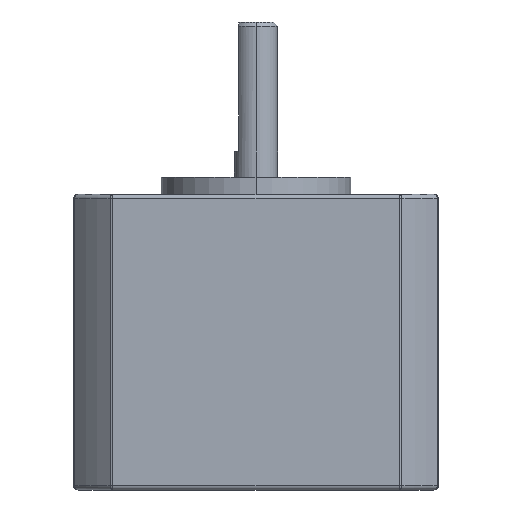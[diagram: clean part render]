
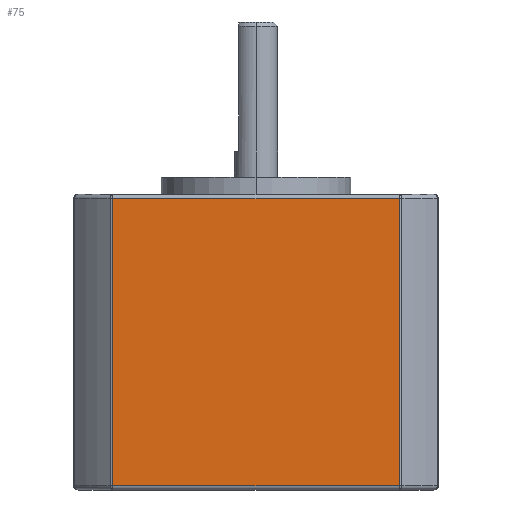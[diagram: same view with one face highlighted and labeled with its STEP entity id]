
A CAD part, left-side view. The second image highlights one B-rep face of the part: STEP entity #75.
In plain terms, the highlighted planar face has unit normal (-1, 0, 0).
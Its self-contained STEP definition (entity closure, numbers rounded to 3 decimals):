
#17 = EDGE_CURVE ( 'NONE', #301, #364, #394, .T. ) ;
#23 = EDGE_CURVE ( 'NONE', #365, #301, #399, .T. ) ;
#75 = ADVANCED_FACE ( 'NONE', ( #446 ), #1066, .F. ) ;
#113 = EDGE_CURVE ( 'NONE', #364, #350, #1834, .T. ) ;
#115 = EDGE_CURVE ( 'NONE', #350, #365, #1836, .T. ) ;
#151 = DIRECTION ( 'NONE',  ( 0., -1., 0. ) ) ;
#155 = CARTESIAN_POINT ( 'NONE',  ( -21.15, 16.783, 0.5 ) ) ;
#165 = CARTESIAN_POINT ( 'NONE',  ( -21.15, -16.608, 34.3 ) ) ;
#176 = DIRECTION ( 'NONE',  ( 0., 0., 1. ) ) ;
#301 = VERTEX_POINT ( 'NONE', #1147 ) ;
#350 = VERTEX_POINT ( 'NONE', #1196 ) ;
#364 = VERTEX_POINT ( 'NONE', #1210 ) ;
#365 = VERTEX_POINT ( 'NONE', #1211 ) ;
#394 = LINE ( 'NONE', #165, #1557 ) ;
#399 = LINE ( 'NONE', #155, #1658 ) ;
#446 = FACE_OUTER_BOUND ( 'NONE', #711, .T. ) ;
#557 = ORIENTED_EDGE ( 'NONE', *, *, #23, .T. ) ;
#558 = ORIENTED_EDGE ( 'NONE', *, *, #115, .T. ) ;
#568 = ORIENTED_EDGE ( 'NONE', *, *, #113, .T. ) ;
#571 = ORIENTED_EDGE ( 'NONE', *, *, #17, .T. ) ;
#711 = EDGE_LOOP ( 'NONE', ( #571, #568, #558, #557 ) ) ;
#925 = CARTESIAN_POINT ( 'NONE',  ( -21.15, 16.783, 33.8 ) ) ;
#926 = DIRECTION ( 'NONE',  ( 0., 1., 0. ) ) ;
#929 = CARTESIAN_POINT ( 'NONE',  ( -21.15, 16.608, 34.3 ) ) ;
#930 = DIRECTION ( 'NONE',  ( 0., 0., -1. ) ) ;
#1066 = PLANE ( 'NONE',  #1505 ) ;
#1067 = CARTESIAN_POINT ( 'NONE',  ( -21.15, 16.783, 34.3 ) ) ;
#1068 = DIRECTION ( 'NONE',  ( 1., 0., 0. ) ) ;
#1069 = DIRECTION ( 'NONE',  ( 0., 0., -1. ) ) ;
#1147 = CARTESIAN_POINT ( 'NONE',  ( -21.15, -16.608, 0.5 ) ) ;
#1196 = CARTESIAN_POINT ( 'NONE',  ( -21.15, 16.608, 33.8 ) ) ;
#1210 = CARTESIAN_POINT ( 'NONE',  ( -21.15, -16.608, 33.8 ) ) ;
#1211 = CARTESIAN_POINT ( 'NONE',  ( -21.15, 16.608, 0.5 ) ) ;
#1505 = AXIS2_PLACEMENT_3D ( 'NONE', #1067, #1068, #1069 ) ;
#1557 = VECTOR ( 'NONE', #176, 1000. ) ;
#1658 = VECTOR ( 'NONE', #151, 1000. ) ;
#1675 = VECTOR ( 'NONE', #930, 1000. ) ;
#1678 = VECTOR ( 'NONE', #926, 1000. ) ;
#1834 = LINE ( 'NONE', #925, #1678 ) ;
#1836 = LINE ( 'NONE', #929, #1675 ) ;
